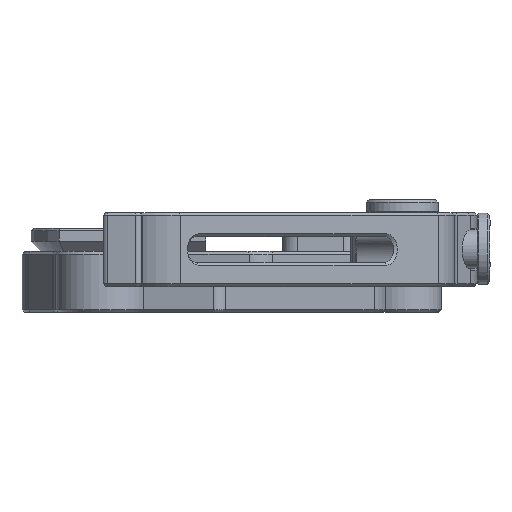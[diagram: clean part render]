
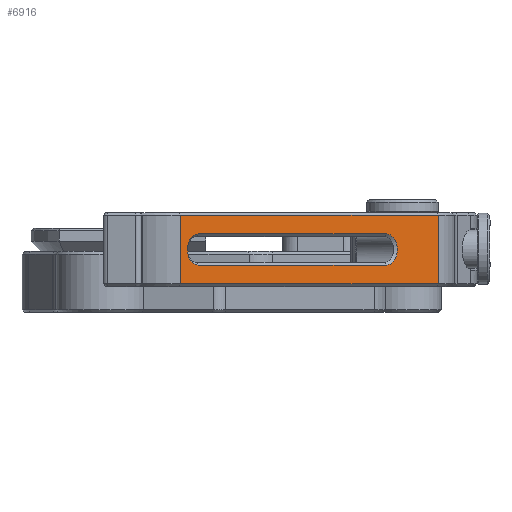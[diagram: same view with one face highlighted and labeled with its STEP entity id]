
A CAD part, left-side view. The second image highlights one B-rep face of the part: STEP entity #6916.
In plain terms, the highlighted planar face has unit normal (-0.722, -0.692, 0).
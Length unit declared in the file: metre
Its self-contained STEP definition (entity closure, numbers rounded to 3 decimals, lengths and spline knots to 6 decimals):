
#25=B_SPLINE_CURVE_WITH_KNOTS('',3,(#11699,#11700,#11701,#11702),
 .UNSPECIFIED.,.F.,.F.,(4,4),(0.,0.000788),.UNSPECIFIED.);
#26=B_SPLINE_CURVE_WITH_KNOTS('',3,(#11715,#11716,#11717,#11718),
 .UNSPECIFIED.,.F.,.F.,(4,4),(0.,0.00079),
 .UNSPECIFIED.);
#632=CIRCLE('',#7750,0.0012);
#633=CIRCLE('',#7751,0.0012);
#634=CIRCLE('',#7752,0.0012);
#2086=ORIENTED_EDGE('',*,*,#3347,.F.);
#2087=ORIENTED_EDGE('',*,*,#3348,.T.);
#2088=ORIENTED_EDGE('',*,*,#3349,.T.);
#2089=ORIENTED_EDGE('',*,*,#3350,.T.);
#2090=ORIENTED_EDGE('',*,*,#3351,.T.);
#2091=ORIENTED_EDGE('',*,*,#3352,.T.);
#2092=ORIENTED_EDGE('',*,*,#3353,.F.);
#2093=ORIENTED_EDGE('',*,*,#3354,.F.);
#2094=ORIENTED_EDGE('',*,*,#3355,.T.);
#2095=ORIENTED_EDGE('',*,*,#3356,.F.);
#2096=ORIENTED_EDGE('',*,*,#3357,.T.);
#3347=EDGE_CURVE('',#4057,#4058,#25,.T.);
#3348=EDGE_CURVE('',#4057,#4059,#632,.T.);
#3349=EDGE_CURVE('',#4059,#4060,#4612,.T.);
#3350=EDGE_CURVE('',#4060,#4061,#633,.T.);
#3351=EDGE_CURVE('',#4061,#4062,#4613,.T.);
#3352=EDGE_CURVE('',#4062,#4063,#634,.T.);
#3353=EDGE_CURVE('',#4058,#4063,#26,.T.);
#3354=EDGE_CURVE('',#4064,#4065,#4614,.T.);
#3355=EDGE_CURVE('',#4064,#4066,#4615,.T.);
#3356=EDGE_CURVE('',#4067,#4066,#4616,.T.);
#3357=EDGE_CURVE('',#4067,#4065,#4617,.T.);
#4057=VERTEX_POINT('',#11703);
#4058=VERTEX_POINT('',#11704);
#4059=VERTEX_POINT('',#11706);
#4060=VERTEX_POINT('',#11708);
#4061=VERTEX_POINT('',#11710);
#4062=VERTEX_POINT('',#11712);
#4063=VERTEX_POINT('',#11714);
#4064=VERTEX_POINT('',#11720);
#4065=VERTEX_POINT('',#11721);
#4066=VERTEX_POINT('',#11723);
#4067=VERTEX_POINT('',#11725);
#4612=LINE('',#11707,#5192);
#4613=LINE('',#11711,#5193);
#4614=LINE('',#11719,#5194);
#4615=LINE('',#11722,#5195);
#4616=LINE('',#11724,#5196);
#4617=LINE('',#11726,#5197);
#5192=VECTOR('',#9590,1.);
#5193=VECTOR('',#9593,1.);
#5194=VECTOR('',#9596,1.);
#5195=VECTOR('',#9597,1.);
#5196=VECTOR('',#9598,1.);
#5197=VECTOR('',#9599,1.);
#5709=EDGE_LOOP('',(#2086,#2087,#2088,#2089,#2090,#2091,#2092));
#5710=EDGE_LOOP('',(#2093,#2094,#2095,#2096));
#6251=FACE_BOUND('',#5709,.T.);
#6252=FACE_BOUND('',#5710,.T.);
#6545=PLANE('',#7749);
#6916=ADVANCED_FACE('',(#6251,#6252),#6545,.F.);
#7749=AXIS2_PLACEMENT_3D('',#11698,#9586,#9587);
#7750=AXIS2_PLACEMENT_3D('',#11705,#9588,#9589);
#7751=AXIS2_PLACEMENT_3D('',#11709,#9591,#9592);
#7752=AXIS2_PLACEMENT_3D('',#11713,#9594,#9595);
#9586=DIRECTION('',(0.722,0.692,0.));
#9587=DIRECTION('',(-0.692,0.722,0.));
#9588=DIRECTION('',(0.722,0.692,0.));
#9589=DIRECTION('',(-0.692,0.722,0.));
#9590=DIRECTION('',(0.692,-0.722,0.));
#9591=DIRECTION('',(0.722,0.692,0.));
#9592=DIRECTION('',(-0.692,0.722,0.));
#9593=DIRECTION('',(-0.692,0.722,0.));
#9594=DIRECTION('',(0.722,0.692,0.));
#9595=DIRECTION('',(-0.692,0.722,0.));
#9596=DIRECTION('',(0.,0.,-1.));
#9597=DIRECTION('',(-0.692,0.722,0.));
#9598=DIRECTION('',(0.,0.,1.));
#9599=DIRECTION('',(0.692,-0.722,0.));
#11698=CARTESIAN_POINT('',(-0.023529,-0.014755,0.0745));
#11699=CARTESIAN_POINT('',(-0.03122,-0.006722,0.072385));
#11700=CARTESIAN_POINT('',(-0.031331,-0.006607,0.072176));
#11701=CARTESIAN_POINT('',(-0.03139,-0.006545,0.071913));
#11702=CARTESIAN_POINT('',(-0.03139,-0.006545,0.07165));
#11703=CARTESIAN_POINT('',(-0.03122,-0.006722,0.072385));
#11704=CARTESIAN_POINT('',(-0.031391,-0.006545,0.07165));
#11705=CARTESIAN_POINT('',(-0.030564,-0.007407,0.07165));
#11706=CARTESIAN_POINT('',(-0.030564,-0.007407,0.07285));
#11707=CARTESIAN_POINT('',(-0.016732,-0.021853,0.07285));
#11708=CARTESIAN_POINT('',(-0.016732,-0.021853,0.07285));
#11709=CARTESIAN_POINT('',(-0.016732,-0.021853,0.07165));
#11710=CARTESIAN_POINT('',(-0.016732,-0.021853,0.07045));
#11711=CARTESIAN_POINT('',(-0.023529,-0.014755,0.07045));
#11712=CARTESIAN_POINT('',(-0.030564,-0.007407,0.07045));
#11713=CARTESIAN_POINT('',(-0.030564,-0.007407,0.07165));
#11714=CARTESIAN_POINT('',(-0.03122,-0.006722,0.070915));
#11715=CARTESIAN_POINT('',(-0.03139,-0.006545,0.07165));
#11716=CARTESIAN_POINT('',(-0.03139,-0.006545,0.071386));
#11717=CARTESIAN_POINT('',(-0.031331,-0.006606,0.071125));
#11718=CARTESIAN_POINT('',(-0.03122,-0.006722,0.070915));
#11719=CARTESIAN_POINT('',(-0.012889,-0.025866,0.0745));
#11720=CARTESIAN_POINT('',(-0.012889,-0.025866,0.0743));
#11721=CARTESIAN_POINT('',(-0.012889,-0.025866,0.069));
#11722=CARTESIAN_POINT('',(-0.0319,-0.006012,0.0743));
#11723=CARTESIAN_POINT('',(-0.0319,-0.006012,0.0743));
#11724=CARTESIAN_POINT('',(-0.0319,-0.006012,0.0495));
#11725=CARTESIAN_POINT('',(-0.0319,-0.006012,0.069));
#11726=CARTESIAN_POINT('',(-0.023529,-0.014755,0.069));
